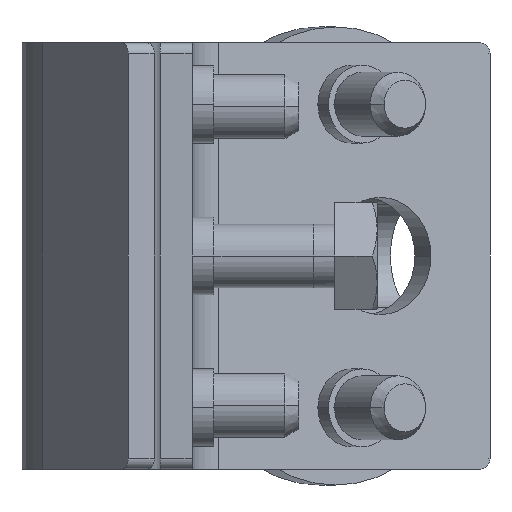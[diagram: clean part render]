
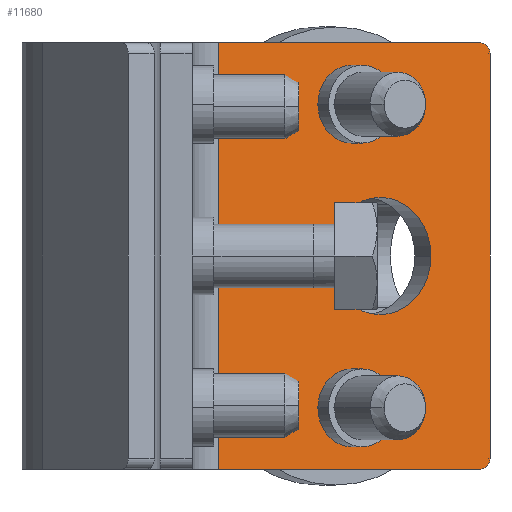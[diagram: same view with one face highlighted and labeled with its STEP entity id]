
A CAD part, front view. The second image highlights one B-rep face of the part: STEP entity #11680.
In plain terms, the highlighted planar face has unit normal (0.5, -0.866, 0).
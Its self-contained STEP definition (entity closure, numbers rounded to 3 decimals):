
#8730=CARTESIAN_POINT('',(15.985,63.268,0.));
#8740=VERTEX_POINT('',#8730);
#8770=CARTESIAN_POINT('',(11.985,60.959,0.));
#8780=DIRECTION('',(0.866,0.5,0.));
#8790=VECTOR('',#8780,1.);
#8800=LINE('',#8770,#8790);
#8810=CARTESIAN_POINT('',(40.564,77.459,0.));
#8820=VERTEX_POINT('',#8810);
#8830=EDGE_CURVE('',#8740,#8820,#8800,.T.);
#9320=CARTESIAN_POINT('',(40.564,77.459,1.));
#9330=DIRECTION('',(-0.5,0.866,0.));
#9340=DIRECTION('',(0.866,0.5,0.));
#9350=AXIS2_PLACEMENT_3D('',#9320,#9330,#9340);
#9360=CIRCLE('',#9350,1.);
#9370=CARTESIAN_POINT('',(41.43,77.959,1.));
#9380=VERTEX_POINT('',#9370);
#9390=EDGE_CURVE('',#9380,#8820,#9360,.T.);
#9650=CARTESIAN_POINT('',(11.985,60.959,40.));
#9660=DIRECTION('',(0.866,0.5,0.));
#9670=VECTOR('',#9660,1.);
#9680=LINE('',#9650,#9670);
#9690=CARTESIAN_POINT('',(15.985,63.268,40.));
#9700=VERTEX_POINT('',#9690);
#9710=CARTESIAN_POINT('',(40.564,77.459,40.));
#9720=VERTEX_POINT('',#9710);
#9730=EDGE_CURVE('',#9700,#9720,#9680,.T.);
#10850=CARTESIAN_POINT('',(41.43,77.959,39.));
#10860=VERTEX_POINT('',#10850);
#10890=CARTESIAN_POINT('',(40.564,77.459,39.));
#10900=DIRECTION('',(-0.5,0.866,0.));
#10910=DIRECTION('',(0.866,0.5,0.));
#10920=AXIS2_PLACEMENT_3D('',#10890,#10900,#10910);
#10930=CIRCLE('',#10920,1.);
#10940=EDGE_CURVE('',#9720,#10860,#10930,.T.);
#11000=CARTESIAN_POINT('',(38.985,76.547,0.));
#11010=DIRECTION('',(0.5,-0.866,0.));
#11020=DIRECTION('',(-0.866,-0.5,0.));
#11030=AXIS2_PLACEMENT_3D('',#11000,#11010,#11020);
#11040=PLANE('',#11030);
#11050=CARTESIAN_POINT('',(31.124,72.009,20.));
#11060=DIRECTION('',(0.5,-0.866,0.));
#11070=DIRECTION('',(0.866,0.5,0.));
#11080=AXIS2_PLACEMENT_3D('',#11050,#11060,#11070);
#11090=CIRCLE('',#11080,5.5);
#11100=CARTESIAN_POINT('',(35.887,74.759,20.));
#11110=VERTEX_POINT('',#11100);
#11120=CARTESIAN_POINT('',(26.361,69.259,20.));
#11130=VERTEX_POINT('',#11120);
#11140=EDGE_CURVE('',#11110,#11130,#11090,.T.);
#11150=ORIENTED_EDGE('',*,*,#11140,.F.);
#11160=EDGE_CURVE('',#11130,#11110,#11090,.T.);
#11170=ORIENTED_EDGE('',*,*,#11160,.F.);
#11180=EDGE_LOOP('',(#11170,#11150));
#11190=FACE_BOUND('',#11180,.T.);
#11200=CARTESIAN_POINT('',(28.439,70.459,5.75));
#11210=DIRECTION('',(0.5,-0.866,0.));
#11220=DIRECTION('',(0.866,0.5,0.));
#11230=AXIS2_PLACEMENT_3D('',#11200,#11210,#11220);
#11240=CIRCLE('',#11230,3.65);
#11250=CARTESIAN_POINT('',(31.6,72.284,5.75));
#11260=VERTEX_POINT('',#11250);
#11270=CARTESIAN_POINT('',(25.278,68.634,5.75));
#11280=VERTEX_POINT('',#11270);
#11290=EDGE_CURVE('',#11260,#11280,#11240,.T.);
#11300=ORIENTED_EDGE('',*,*,#11290,.F.);
#11310=EDGE_CURVE('',#11280,#11260,#11240,.T.);
#11320=ORIENTED_EDGE('',*,*,#11310,.F.);
#11330=EDGE_LOOP('',(#11320,#11300));
#11340=FACE_BOUND('',#11330,.T.);
#11350=CARTESIAN_POINT('',(28.439,70.459,34.25));
#11360=DIRECTION('',(0.5,-0.866,0.));
#11370=DIRECTION('',(0.866,0.5,0.));
#11380=AXIS2_PLACEMENT_3D('',#11350,#11360,#11370);
#11390=CIRCLE('',#11380,3.65);
#11400=CARTESIAN_POINT('',(31.6,72.284,34.25));
#11410=VERTEX_POINT('',#11400);
#11420=CARTESIAN_POINT('',(25.278,68.634,34.25));
#11430=VERTEX_POINT('',#11420);
#11440=EDGE_CURVE('',#11410,#11430,#11390,.T.);
#11450=ORIENTED_EDGE('',*,*,#11440,.F.);
#11460=EDGE_CURVE('',#11430,#11410,#11390,.T.);
#11470=ORIENTED_EDGE('',*,*,#11460,.F.);
#11480=EDGE_LOOP('',(#11470,#11450));
#11490=FACE_BOUND('',#11480,.T.);
#11500=ORIENTED_EDGE('',*,*,#9730,.F.);
#11510=ORIENTED_EDGE('',*,*,#10940,.F.);
#11520=CARTESIAN_POINT('',(41.43,77.959,0.));
#11530=DIRECTION('',(0.,0.,1.));
#11540=VECTOR('',#11530,1.);
#11550=LINE('',#11520,#11540);
#11560=EDGE_CURVE('',#9380,#10860,#11550,.T.);
#11570=ORIENTED_EDGE('',*,*,#11560,.T.);
#11580=ORIENTED_EDGE('',*,*,#9390,.F.);
#11590=ORIENTED_EDGE('',*,*,#8830,.T.);
#11600=CARTESIAN_POINT('',(15.985,63.268,0.));
#11610=DIRECTION('',(0.,0.,1.));
#11620=VECTOR('',#11610,1.);
#11630=LINE('',#11600,#11620);
#11640=EDGE_CURVE('',#8740,#9700,#11630,.T.);
#11650=ORIENTED_EDGE('',*,*,#11640,.F.);
#11660=EDGE_LOOP('',(#11650,#11590,#11580,#11570,#11510,#11500));
#11670=FACE_OUTER_BOUND('',#11660,.T.);
#11680=ADVANCED_FACE('',(#11190,#11340,#11490,#11670),#11040,.T.);
